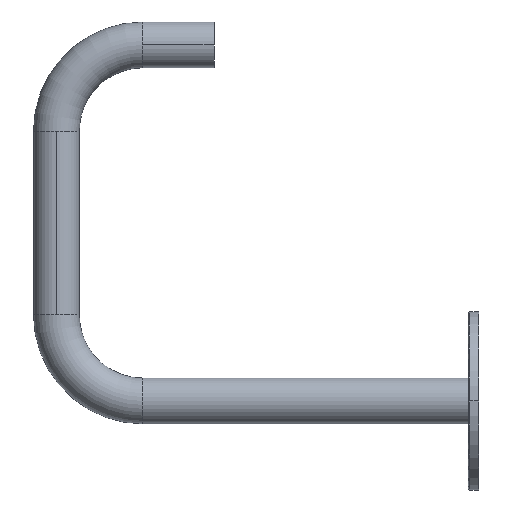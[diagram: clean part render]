
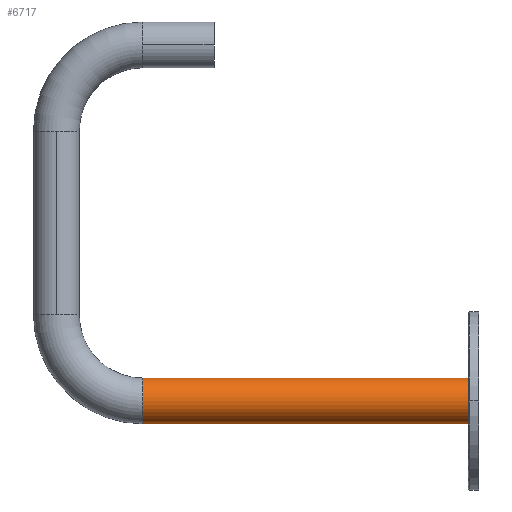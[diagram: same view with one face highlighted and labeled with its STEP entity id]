
A CAD part, left-side view. The second image highlights one B-rep face of the part: STEP entity #6717.
In plain terms, the highlighted cylindrical face has radius 9 mm (diameter 18 mm), a partial arc.
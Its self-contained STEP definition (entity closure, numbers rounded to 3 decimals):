
#225 = VERTEX_POINT ( 'NONE', #1934 ) ;
#390 = CIRCLE ( 'NONE', #8398, 9. ) ;
#420 = DIRECTION ( 'NONE',  ( 0., -1., 0. ) ) ;
#1150 = CARTESIAN_POINT ( 'NONE',  ( 36.727, -34., 0. ) ) ;
#1323 = ORIENTED_EDGE ( 'NONE', *, *, #4342, .T. ) ;
#1431 = VERTEX_POINT ( 'NONE', #7243 ) ;
#1546 = CARTESIAN_POINT ( 'NONE',  ( 45.727, -34., 0. ) ) ;
#1633 = AXIS2_PLACEMENT_3D ( 'NONE', #2052, #3032, #2212 ) ;
#1717 = DIRECTION ( 'NONE',  ( 1., 0., 0. ) ) ;
#1934 = CARTESIAN_POINT ( 'NONE',  ( 45.727, -34., 0. ) ) ;
#2028 = CARTESIAN_POINT ( 'NONE',  ( 27.727, -34., 0. ) ) ;
#2052 = CARTESIAN_POINT ( 'NONE',  ( 36.727, -34., 0. ) ) ;
#2121 = EDGE_CURVE ( 'NONE', #8609, #10045, #5979, .T. ) ;
#2212 = DIRECTION ( 'NONE',  ( 1., 0., 0. ) ) ;
#2378 = DIRECTION ( 'NONE',  ( 0., -1., 0. ) ) ;
#2901 = EDGE_CURVE ( 'NONE', #8609, #225, #390, .T. ) ;
#3032 = DIRECTION ( 'NONE',  ( 0., -1., 0. ) ) ;
#4048 = LINE ( 'NONE', #1546, #8104 ) ;
#4342 = EDGE_CURVE ( 'NONE', #225, #1431, #4048, .T. ) ;
#4886 = CARTESIAN_POINT ( 'NONE',  ( 27.727, -34., 0. ) ) ;
#5434 = EDGE_CURVE ( 'NONE', #10045, #1431, #8763, .T. ) ;
#5979 = LINE ( 'NONE', #2028, #6645 ) ;
#6257 = AXIS2_PLACEMENT_3D ( 'NONE', #9301, #9359, #1717 ) ;
#6645 = VECTOR ( 'NONE', #10539, 1000. ) ;
#6717 = ADVANCED_FACE ( 'NONE', ( #8100 ), #9016, .T. ) ;
#7243 = CARTESIAN_POINT ( 'NONE',  ( 45.727, -162., 0. ) ) ;
#7279 = CARTESIAN_POINT ( 'NONE',  ( 27.727, -162., 0. ) ) ;
#7768 = EDGE_LOOP ( 'NONE', ( #8750, #10017, #1323, #9476 ) ) ;
#8049 = DIRECTION ( 'NONE',  ( 1., 0., 0. ) ) ;
#8100 = FACE_OUTER_BOUND ( 'NONE', #7768, .T. ) ;
#8104 = VECTOR ( 'NONE', #2378, 1000. ) ;
#8398 = AXIS2_PLACEMENT_3D ( 'NONE', #1150, #420, #8049 ) ;
#8609 = VERTEX_POINT ( 'NONE', #4886 ) ;
#8750 = ORIENTED_EDGE ( 'NONE', *, *, #2121, .F. ) ;
#8763 = CIRCLE ( 'NONE', #6257, 9. ) ;
#9016 = CYLINDRICAL_SURFACE ( 'NONE', #1633, 9. ) ;
#9301 = CARTESIAN_POINT ( 'NONE',  ( 36.727, -162., 0. ) ) ;
#9359 = DIRECTION ( 'NONE',  ( 0., -1., 0. ) ) ;
#9476 = ORIENTED_EDGE ( 'NONE', *, *, #5434, .F. ) ;
#10017 = ORIENTED_EDGE ( 'NONE', *, *, #2901, .T. ) ;
#10045 = VERTEX_POINT ( 'NONE', #7279 ) ;
#10539 = DIRECTION ( 'NONE',  ( 0., -1., 0. ) ) ;
